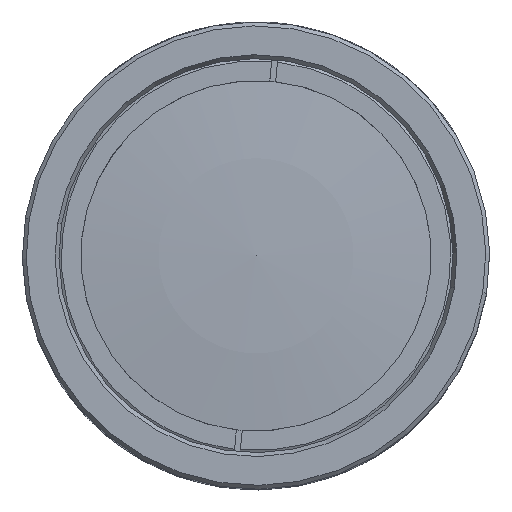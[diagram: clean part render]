
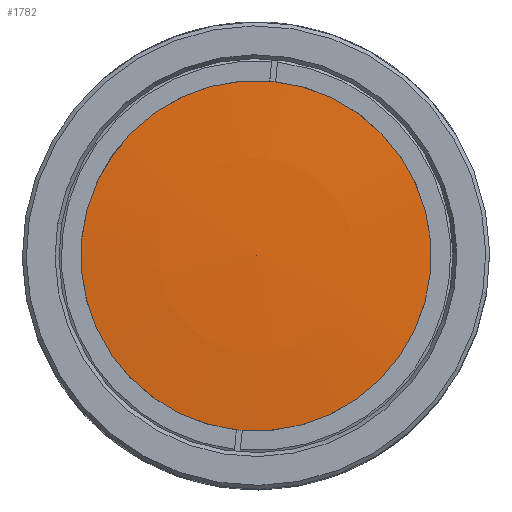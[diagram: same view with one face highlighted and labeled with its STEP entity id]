
A CAD part, top view. The second image highlights one B-rep face of the part: STEP entity #1782.
In plain terms, the highlighted spherical face has radius 128.23 mm.
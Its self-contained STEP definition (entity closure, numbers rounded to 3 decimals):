
#1706 = VERTEX_POINT ( 'NONE', #9884 ) ;
#1707 = VERTEX_POINT ( 'NONE', #9883 ) ;
#1708 = ORIENTED_EDGE ( 'NONE', *, *, #1709, .T. ) ;
#1709 = EDGE_CURVE ( 'NONE', #1707, #1706, #9881, .T. ) ;
#1782 = ADVANCED_FACE ( 'NONE', ( #10367 ), #10415, .T. ) ;
#1783 = EDGE_LOOP ( 'NONE', ( #1784, #1708 ) ) ;
#1784 = ORIENTED_EDGE ( 'NONE', *, *, #1785, .T. ) ;
#1785 = EDGE_CURVE ( 'NONE', #1706, #1707, #10411, .T. ) ;
#9879 = CARTESIAN_POINT ( 'NONE',  ( 0., 0., 16.368 ) ) ;
#9880 = AXIS2_PLACEMENT_3D ( 'NONE', #9879, #9950, #9949 ) ;
#9881 = CIRCLE ( 'NONE', #9880, 12.7 ) ;
#9883 = CARTESIAN_POINT ( 'NONE',  ( -12.7, 0., 16.368 ) ) ;
#9884 = CARTESIAN_POINT ( 'NONE',  ( 12.7, 0., 16.368 ) ) ;
#9949 = DIRECTION ( 'NONE',  ( 1., 0., 0. ) ) ;
#9950 = DIRECTION ( 'NONE',  ( 0., 0., 1. ) ) ;
#10367 = FACE_OUTER_BOUND ( 'NONE', #1783, .T. ) ;
#10407 = DIRECTION ( 'NONE',  ( 1., 0., 0. ) ) ;
#10408 = DIRECTION ( 'NONE',  ( 0., 0., 1. ) ) ;
#10409 = CARTESIAN_POINT ( 'NONE',  ( 0., 0., 16.368 ) ) ;
#10410 = AXIS2_PLACEMENT_3D ( 'NONE', #10409, #10408, #10407 ) ;
#10411 = CIRCLE ( 'NONE', #10410, 12.7 ) ;
#10412 = DIRECTION ( 'NONE',  ( 0., 1., 0. ) ) ;
#10413 = DIRECTION ( 'NONE',  ( 0., 0., 1. ) ) ;
#10414 = AXIS2_PLACEMENT_3D ( 'NONE', #10416, #10413, #10412 ) ;
#10415 = SPHERICAL_SURFACE ( 'NONE', #10414, 128.23 ) ;
#10416 = CARTESIAN_POINT ( 'NONE',  ( 0., 0., -111.232 ) ) ;
